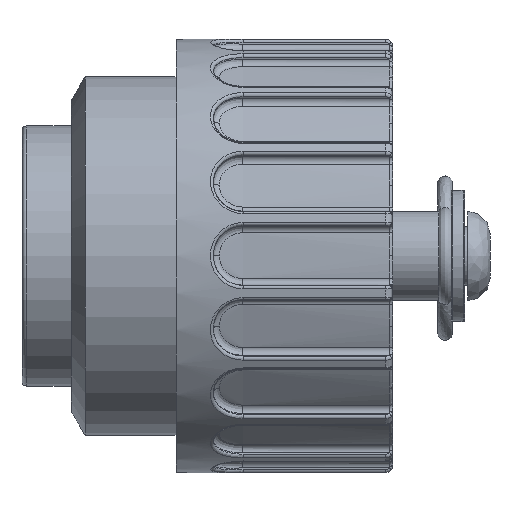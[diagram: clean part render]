
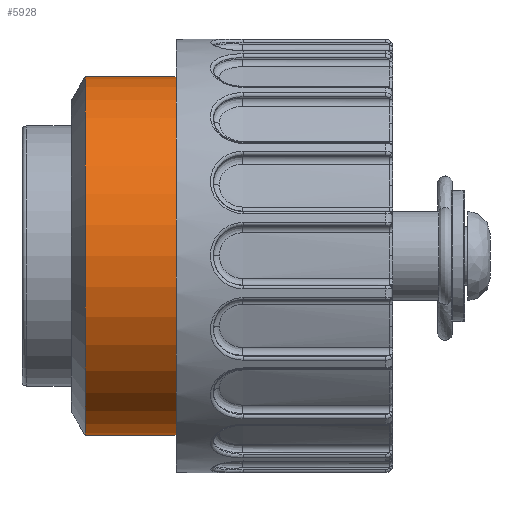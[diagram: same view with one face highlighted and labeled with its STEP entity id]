
A CAD part, top view. The second image highlights one B-rep face of the part: STEP entity #5928.
In plain terms, the highlighted cylindrical face has radius 12 mm (diameter 24 mm), a full revolution.
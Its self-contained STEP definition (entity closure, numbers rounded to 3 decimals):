
#5928=ADVANCED_FACE('',(#6512,#6513),#6391,.T.);
#6391=CYLINDRICAL_SURFACE('',#12830,12.);
#6512=FACE_BOUND('',#6761,.T.);
#6513=FACE_BOUND('',#6762,.T.);
#6761=EDGE_LOOP('',(#7828));
#6762=EDGE_LOOP('',(#7829));
#7828=ORIENTED_EDGE('',*,*,#11018,.T.);
#7829=ORIENTED_EDGE('',*,*,#11020,.T.);
#10092=VERTEX_POINT('',#16668);
#10094=VERTEX_POINT('',#16673);
#11018=EDGE_CURVE('',#10092,#10092,#12074,.T.);
#11020=EDGE_CURVE('',#10094,#10094,#12076,.T.);
#12074=CIRCLE('',#12826,12.);
#12076=CIRCLE('',#12829,12.);
#12826=AXIS2_PLACEMENT_3D('',#16667,#14186,#14187);
#12829=AXIS2_PLACEMENT_3D('',#16672,#14192,#14193);
#12830=AXIS2_PLACEMENT_3D('',#16674,#14194,#14195);
#14186=DIRECTION('',(-1.,0.,0.));
#14187=DIRECTION('',(0.,-1.,0.));
#14192=DIRECTION('',(1.,0.,0.));
#14193=DIRECTION('',(0.,-1.,0.));
#14194=DIRECTION('',(1.,0.,0.));
#14195=DIRECTION('',(0.,-1.,0.));
#16667=CARTESIAN_POINT('',(60.15,6.691,2.095));
#16668=CARTESIAN_POINT('',(60.15,-5.309,2.095));
#16672=CARTESIAN_POINT('',(54.074,6.691,2.095));
#16673=CARTESIAN_POINT('',(54.074,-5.309,2.095));
#16674=CARTESIAN_POINT('',(54.074,6.691,2.095));
